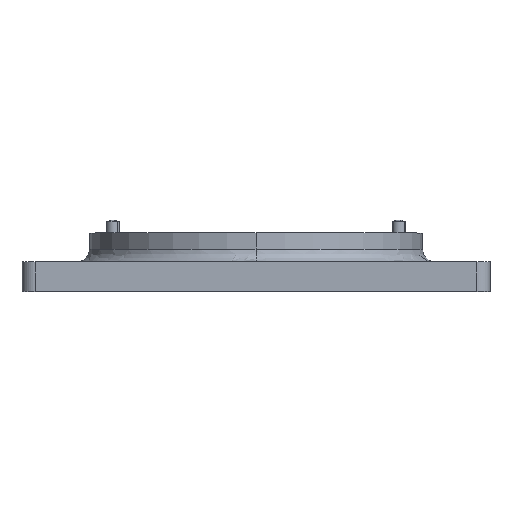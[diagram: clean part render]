
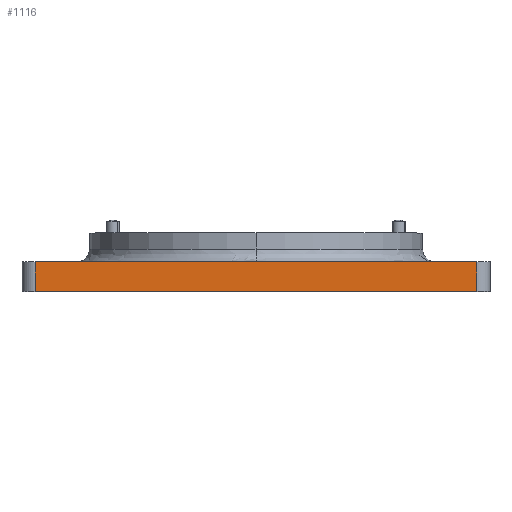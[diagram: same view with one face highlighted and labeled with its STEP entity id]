
A CAD part, top view. The second image highlights one B-rep face of the part: STEP entity #1116.
In plain terms, the highlighted planar face has unit normal (0, 0, 1).
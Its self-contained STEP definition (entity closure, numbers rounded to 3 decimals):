
#40 = VERTEX_POINT ( 'NONE', #3214 ) ;
#62 = CARTESIAN_POINT ( 'NONE',  ( 90., 11.25, 90. ) ) ;
#146 = CARTESIAN_POINT ( 'NONE',  ( 85., 11.25, 90. ) ) ;
#167 = VERTEX_POINT ( 'NONE', #2639 ) ;
#368 = PLANE ( 'NONE',  #3643 ) ;
#835 = VECTOR ( 'NONE', #910, 1000. ) ;
#857 = ORIENTED_EDGE ( 'NONE', *, *, #892, .F. ) ;
#892 = EDGE_CURVE ( 'NONE', #40, #167, #2628, .T. ) ;
#910 = DIRECTION ( 'NONE',  ( 0., 1., 0. ) ) ;
#928 = ORIENTED_EDGE ( 'NONE', *, *, #3141, .F. ) ;
#1002 = CARTESIAN_POINT ( 'NONE',  ( 0., 0., 90. ) ) ;
#1013 = CARTESIAN_POINT ( 'NONE',  ( 85., 11.25, 90. ) ) ;
#1057 = DIRECTION ( 'NONE',  ( 1., 0., 0. ) ) ;
#1116 = ADVANCED_FACE ( 'NONE', ( #2684 ), #368, .F. ) ;
#1219 = VERTEX_POINT ( 'NONE', #1013 ) ;
#1263 = VECTOR ( 'NONE', #2669, 1000. ) ;
#1300 = ORIENTED_EDGE ( 'NONE', *, *, #3786, .F. ) ;
#1332 = LINE ( 'NONE', #146, #1508 ) ;
#1364 = DIRECTION ( 'NONE',  ( 0., -1., 0. ) ) ;
#1508 = VECTOR ( 'NONE', #1364, 1000. ) ;
#1767 = EDGE_LOOP ( 'NONE', ( #928, #1300, #857, #2968 ) ) ;
#2126 = VECTOR ( 'NONE', #1057, 1000. ) ;
#2392 = DIRECTION ( 'NONE',  ( 0., 0., -1. ) ) ;
#2585 = LINE ( 'NONE', #2922, #1263 ) ;
#2628 = LINE ( 'NONE', #3557, #835 ) ;
#2639 = CARTESIAN_POINT ( 'NONE',  ( -85., 11.25, 90. ) ) ;
#2669 = DIRECTION ( 'NONE',  ( 1., 0., 0. ) ) ;
#2684 = FACE_OUTER_BOUND ( 'NONE', #1767, .T. ) ;
#2922 = CARTESIAN_POINT ( 'NONE',  ( 90., 11.25, 90. ) ) ;
#2968 = ORIENTED_EDGE ( 'NONE', *, *, #3492, .T. ) ;
#3098 = CARTESIAN_POINT ( 'NONE',  ( 85., 0., 90. ) ) ;
#3141 = EDGE_CURVE ( 'NONE', #1219, #3728, #1332, .T. ) ;
#3214 = CARTESIAN_POINT ( 'NONE',  ( -85., 0., 90. ) ) ;
#3492 = EDGE_CURVE ( 'NONE', #40, #3728, #3637, .T. ) ;
#3557 = CARTESIAN_POINT ( 'NONE',  ( -85., 11.25, 90. ) ) ;
#3571 = DIRECTION ( 'NONE',  ( -1., 0., 0. ) ) ;
#3637 = LINE ( 'NONE', #1002, #2126 ) ;
#3643 = AXIS2_PLACEMENT_3D ( 'NONE', #62, #2392, #3571 ) ;
#3728 = VERTEX_POINT ( 'NONE', #3098 ) ;
#3786 = EDGE_CURVE ( 'NONE', #167, #1219, #2585, .T. ) ;
